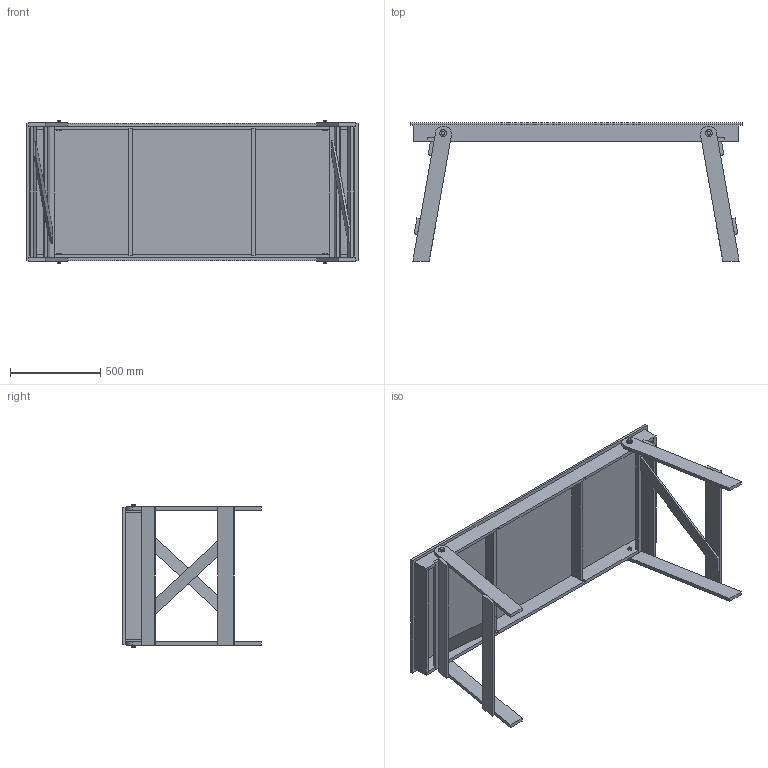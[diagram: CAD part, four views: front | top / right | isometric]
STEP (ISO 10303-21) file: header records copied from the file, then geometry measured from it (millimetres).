
FILE_DESCRIPTION(/* description */ (''),/* implementation_level */ '2;1');
FILE_NAME(/* name */ 'FoldingTable.step',/* time_stamp */ '2018-01-07T20:47:41-08:00',/* author */ ('Nicovich12'),/* organization */ (''),/* preprocessor_version */ 'ST-DEVELOPER v16.13',/* originating_system */ 'Autodesk Translation Framework v6.5.0.72',/* authorisation */ '');
FILE_SCHEMA (('AUTOMOTIVE_DESIGN { 1 0 10303 214 3 1 1 }'));
Length unit declared in the file: millimetre
Products named in the file (14): FoldingTable; Component1; Component2; Component3; Component4; Component5; Component12; Component13; Component14; Component15; Component11; 91525A140_TYPE 316 STAINLESS STEEL FLAT WASHER; MS35307; T-Nut_3-8-16
Assembly tree (25 placements, depth 2):
  FoldingTable
    Component1
    Component2
    Component3
    Component4
    Component5
    Component11  x2
    Component12
    Component13
    Component14
    Component15
    MS35307  x4
    91525A140_TYPE 316 STAINLESS STEEL FLAT WASHER  x6
    T-Nut_3-8-16  x4
Bounding box: 1835.81 x 764.7 x 791.35 mm (x, y, z)
Volume: 40373953.8 mm3; surface area: 6005993.9 mm2
Topology: 33 solids, 33 shells, 674 faces, 1712 edges, 1112 vertices
Faces by surface type: plane 278, cylinder 196, cone 124, bspline 48, torus 28
Full cylindrical faces by diameter (mm): 8.194 x48, 8.859 x4, 9.525 x44, 10.312 x6, 11.113 x4, 12.7 x8, 13 x8, 38.1 x6
Entity records: 9270 total; most frequent: CARTESIAN_POINT 2557, DIRECTION 1348, ORIENTED_EDGE 1282, EDGE_CURVE 641, AXIS2_PLACEMENT_3D 467, VERTEX_POINT 420, LINE 414, VECTOR 414
